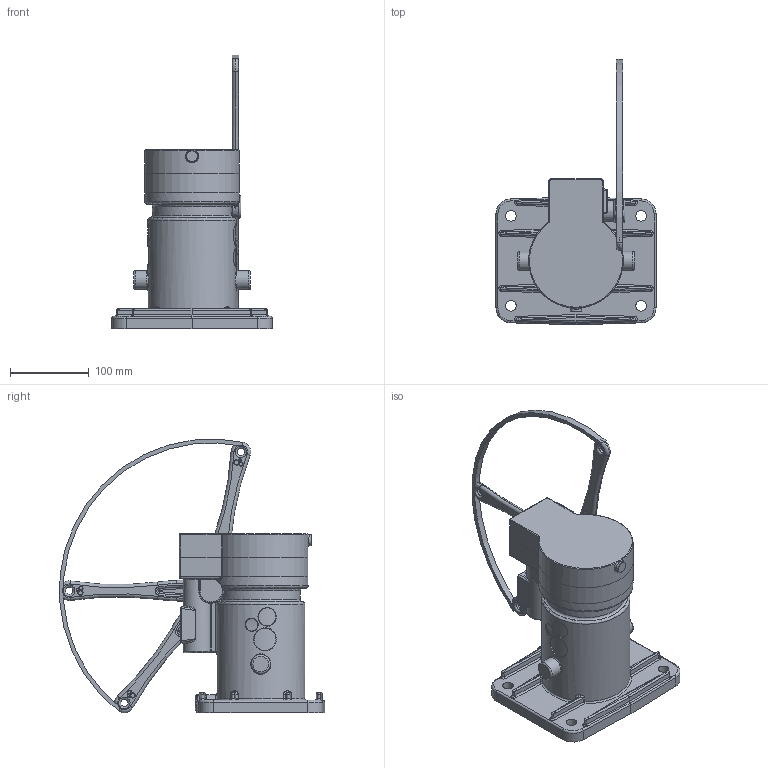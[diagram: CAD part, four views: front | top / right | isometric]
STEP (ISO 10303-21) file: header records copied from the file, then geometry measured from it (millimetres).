
FILE_DESCRIPTION(/* description */ (''),/* implementation_level */ '2;1');
FILE_NAME(/* name */ 'PL QR RS1424QR_SLD with HandleSwing Ring.stp',/* time_stamp */ '2023-03-05T09:15:25+10:00',/* author */ ('a.tao491'),/* organization */ (''),/* preprocessor_version */ 'ST-DEVELOPER v16.5',/* originating_system */ 'Autodesk Inventor 2017',/* authorisation */ '');
FILE_SCHEMA (('AUTOMOTIVE_DESIGN { 1 0 10303 214 3 1 1 }'));
Products named in the file (5): PL QR_SLD with HandleSwing; 2525_SLD_GRY with HandleSwing 2531_SLD; 2525_SLD_GRY_RND; 2531_SLD; PL QR Handle Swing Ring
Assembly tree (6 placements, depth 3):
  PL QR_SLD with HandleSwing
    2525_SLD_GRY with HandleSwing 2531_SLD
      2525_SLD_GRY_RND
      2531_SLD  x3
    PL QR Handle Swing Ring
Bounding box: 203 x 336.5 x 347.34 mm (x, y, z)
Volume: 3176434.1 mm3; surface area: 246415.7 mm2
Topology: 5 solids, 5 shells, 722 faces, 1621 edges, 918 vertices
Faces by surface type: cylinder 227, bspline 167, torus 166, plane 125, sphere 32, cone 5
Full cylindrical faces by diameter (mm): 2.7 x2, 9.5 x3, 13.5 x4, 14 x1, 20 x1, 24 x2, 26.5 x3, 112 x1
Entity records: 43733 total; most frequent: CARTESIAN_POINT 32859, DIRECTION 2280, ORIENTED_EDGE 2184, EDGE_CURVE 1092, AXIS2_PLACEMENT_3D 979, VERTEX_POINT 634, EDGE_LOOP 570, CIRCLE 516
